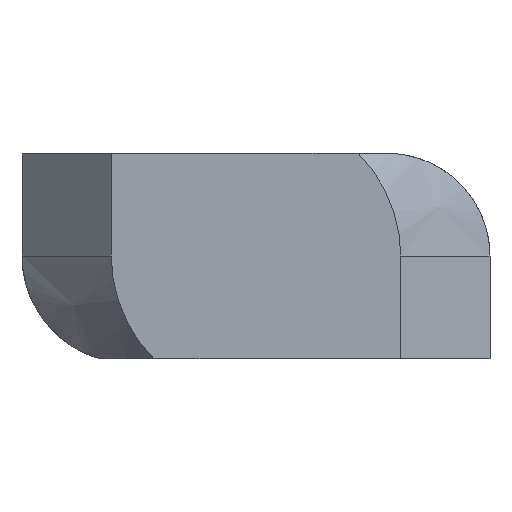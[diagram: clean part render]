
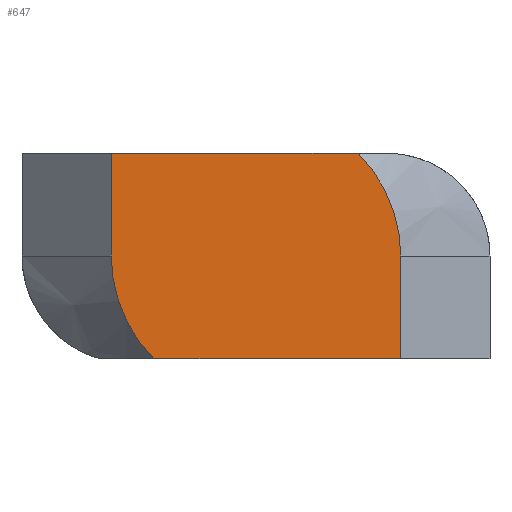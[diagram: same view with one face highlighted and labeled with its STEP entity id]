
A CAD part, front view. The second image highlights one B-rep face of the part: STEP entity #647.
In plain terms, the highlighted planar face has unit normal (0, -1, 0).
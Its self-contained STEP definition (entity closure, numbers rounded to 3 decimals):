
#33 = LINE ( 'NONE', #245, #976 ) ;
#119 = DIRECTION ( 'NONE',  ( 0., 0., 1. ) ) ;
#222 = AXIS2_PLACEMENT_3D ( 'NONE', #832, #1329, #598 ) ;
#245 = CARTESIAN_POINT ( 'NONE',  ( 6., -2.85, 4.25 ) ) ;
#257 = EDGE_CURVE ( 'NONE', #964, #1006, #1420, .T. ) ;
#275 = EDGE_LOOP ( 'NONE', ( #731, #604, #521, #1210, #569, #838 ) ) ;
#314 = DIRECTION ( 'NONE',  ( 1., 0., 0. ) ) ;
#324 = VERTEX_POINT ( 'NONE', #599 ) ;
#386 = LINE ( 'NONE', #922, #601 ) ;
#422 = DIRECTION ( 'NONE',  ( 0., 1., 0. ) ) ;
#444 = VECTOR ( 'NONE', #1083, 1000. ) ;
#499 = AXIS2_PLACEMENT_3D ( 'NONE', #1155, #422, #1282 ) ;
#516 = CIRCLE ( 'NONE', #1564, 6. ) ;
#521 = ORIENTED_EDGE ( 'NONE', *, *, #829, .T. ) ;
#569 = ORIENTED_EDGE ( 'NONE', *, *, #882, .F. ) ;
#598 = DIRECTION ( 'NONE',  ( 0., 0., 1. ) ) ;
#599 = CARTESIAN_POINT ( 'NONE',  ( -4.235, -2.85, -4.25 ) ) ;
#601 = VECTOR ( 'NONE', #314, 1000. ) ;
#604 = ORIENTED_EDGE ( 'NONE', *, *, #1244, .T. ) ;
#647 = ADVANCED_FACE ( 'NONE', ( #1219 ), #1081, .F. ) ;
#731 = ORIENTED_EDGE ( 'NONE', *, *, #257, .T. ) ;
#749 = CARTESIAN_POINT ( 'NONE',  ( -6., -2.85, 0. ) ) ;
#775 = LINE ( 'NONE', #1458, #1392 ) ;
#829 = EDGE_CURVE ( 'NONE', #324, #1216, #386, .T. ) ;
#832 = CARTESIAN_POINT ( 'NONE',  ( 6., -2.85, 4.25 ) ) ;
#838 = ORIENTED_EDGE ( 'NONE', *, *, #1581, .F. ) ;
#857 = DIRECTION ( 'NONE',  ( 0., -1., 0. ) ) ;
#882 = EDGE_CURVE ( 'NONE', #1483, #1226, #1451, .T. ) ;
#922 = CARTESIAN_POINT ( 'NONE',  ( 6., -2.85, -4.25 ) ) ;
#964 = VERTEX_POINT ( 'NONE', #1174 ) ;
#973 = CARTESIAN_POINT ( 'NONE',  ( 6., -2.85, -4.25 ) ) ;
#976 = VECTOR ( 'NONE', #1476, 1000. ) ;
#1004 = EDGE_CURVE ( 'NONE', #1226, #1216, #33, .T. ) ;
#1006 = VERTEX_POINT ( 'NONE', #749 ) ;
#1081 = PLANE ( 'NONE',  #222 ) ;
#1083 = DIRECTION ( 'NONE',  ( 0., 0., -1. ) ) ;
#1155 = CARTESIAN_POINT ( 'NONE',  ( 0., -2.85, 0. ) ) ;
#1158 = CARTESIAN_POINT ( 'NONE',  ( 4.235, -2.85, 4.25 ) ) ;
#1174 = CARTESIAN_POINT ( 'NONE',  ( -6., -2.85, 4.25 ) ) ;
#1210 = ORIENTED_EDGE ( 'NONE', *, *, #1004, .F. ) ;
#1216 = VERTEX_POINT ( 'NONE', #973 ) ;
#1219 = FACE_OUTER_BOUND ( 'NONE', #275, .T. ) ;
#1226 = VERTEX_POINT ( 'NONE', #1455 ) ;
#1244 = EDGE_CURVE ( 'NONE', #1006, #324, #516, .T. ) ;
#1282 = DIRECTION ( 'NONE',  ( 0., 0., 1. ) ) ;
#1329 = DIRECTION ( 'NONE',  ( 0., 1., 0. ) ) ;
#1392 = VECTOR ( 'NONE', #1583, 1000. ) ;
#1420 = LINE ( 'NONE', #1569, #444 ) ;
#1451 = CIRCLE ( 'NONE', #499, 6. ) ;
#1455 = CARTESIAN_POINT ( 'NONE',  ( 6., -2.85, 0. ) ) ;
#1458 = CARTESIAN_POINT ( 'NONE',  ( 6., -2.85, 4.25 ) ) ;
#1476 = DIRECTION ( 'NONE',  ( 0., 0., -1. ) ) ;
#1483 = VERTEX_POINT ( 'NONE', #1158 ) ;
#1564 = AXIS2_PLACEMENT_3D ( 'NONE', #1588, #857, #119 ) ;
#1569 = CARTESIAN_POINT ( 'NONE',  ( -6., -2.85, 4.25 ) ) ;
#1581 = EDGE_CURVE ( 'NONE', #964, #1483, #775, .T. ) ;
#1583 = DIRECTION ( 'NONE',  ( 1., 0., 0. ) ) ;
#1588 = CARTESIAN_POINT ( 'NONE',  ( 0., -2.85, 0. ) ) ;
